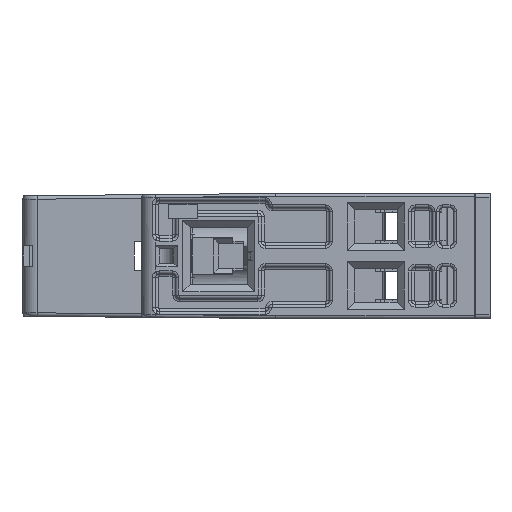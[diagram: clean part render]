
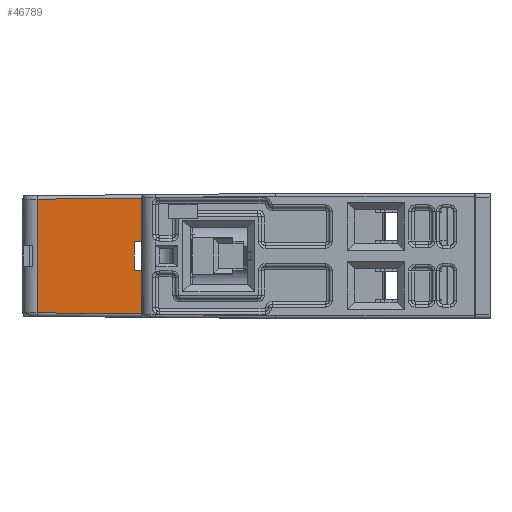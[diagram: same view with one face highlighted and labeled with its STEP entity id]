
A CAD part, left-side view. The second image highlights one B-rep face of the part: STEP entity #46789.
In plain terms, the highlighted planar face has unit normal (-1, 0.009, 0).
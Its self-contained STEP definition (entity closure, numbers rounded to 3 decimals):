
#32703=DIRECTION('',(0.,0.,-1.));
#32704=VECTOR('',#32703,4.);
#32705=CARTESIAN_POINT('',(-22.441,44.8,2.));
#32706=LINE('',#32705,#32704);
#32719=DIRECTION('',(0.009,1.,0.));
#32720=VECTOR('',#32719,1.);
#32721=CARTESIAN_POINT('',(-22.45,43.8,2.));
#32722=LINE('',#32721,#32720);
#32872=CARTESIAN_POINT('',(-22.45,43.8,8.086));
#32874=CARTESIAN_POINT('',(-22.45,43.8,-8.086));
#32909=DIRECTION('',(0.009,1.,0.));
#32910=VECTOR('',#32909,1.);
#32911=CARTESIAN_POINT('',(-22.45,43.8,-2.));
#32912=LINE('',#32911,#32910);
#32913=DIRECTION('',(0.,0.,1.));
#32914=VECTOR('',#32913,6.086);
#32915=CARTESIAN_POINT('',(-22.45,43.8,-8.086));
#32916=LINE('',#32915,#32914);
#32917=DIRECTION('',(-0.009,-1.,-0.009));
#32918=VECTOR('',#32917,14.623);
#32919=CARTESIAN_POINT('',(-22.322,58.422,
-7.958));
#32920=LINE('',#32919,#32918);
#32921=DIRECTION('',(0.009,1.,-0.009));
#32922=VECTOR('',#32921,14.623);
#32923=CARTESIAN_POINT('',(-22.45,43.8,8.086));
#32924=LINE('',#32923,#32922);
#32925=DIRECTION('',(0.,0.,1.));
#32926=VECTOR('',#32925,6.086);
#32927=CARTESIAN_POINT('',(-22.45,43.8,2.));
#32928=LINE('',#32927,#32926);
#35769=DIRECTION('',(0.,0.,1.));
#35770=VECTOR('',#35769,15.917);
#35771=CARTESIAN_POINT('',(-22.322,58.422,
-7.958));
#35772=LINE('',#35771,#35770);
#43411=VERTEX_POINT('',#32874);
#43412=CARTESIAN_POINT('',(-22.322,58.422,
-7.958));
#43413=VERTEX_POINT('',#43412);
#43985=CARTESIAN_POINT('',(-22.441,44.8,2.));
#43986=VERTEX_POINT('',#43985);
#43987=CARTESIAN_POINT('',(-22.441,44.8,-2.));
#43988=VERTEX_POINT('',#43987);
#43989=CARTESIAN_POINT('',(-22.45,43.8,-2.));
#43990=VERTEX_POINT('',#43989);
#44059=CARTESIAN_POINT('',(-22.45,43.8,2.));
#44060=VERTEX_POINT('',#44059);
#44065=VERTEX_POINT('',#32872);
#44088=CARTESIAN_POINT('',(-22.322,58.422,
7.958));
#44089=VERTEX_POINT('',#44088);
#46771=CARTESIAN_POINT('',(-22.45,43.8,-8.858));
#46772=DIRECTION('',(-1.,0.009,0.));
#46773=DIRECTION('',(0.,0.,1.));
#46774=AXIS2_PLACEMENT_3D('',#46771,#46772,#46773);
#46775=PLANE('',#46774);
#46776=ORIENTED_EDGE('',*,*,#46552,.T.);
#46777=ORIENTED_EDGE('',*,*,#46536,.T.);
#46778=ORIENTED_EDGE('',*,*,#46581,.F.);
#46779=ORIENTED_EDGE('',*,*,#46728,.F.);
#46781=ORIENTED_EDGE('',*,*,#46780,.F.);
#46783=ORIENTED_EDGE('',*,*,#46782,.T.);
#46785=ORIENTED_EDGE('',*,*,#46784,.F.);
#46786=ORIENTED_EDGE('',*,*,#46716,.F.);
#46787=EDGE_LOOP('',(#46776,#46777,#46778,#46779,#46781,#46783,#46785,#46786));
#46788=FACE_OUTER_BOUND('',#46787,.F.);
#46536=EDGE_CURVE('',#43986,#43988,#32706,.T.);
#46552=EDGE_CURVE('',#44060,#43986,#32722,.T.);
#46581=EDGE_CURVE('',#43990,#43988,#32912,.T.);
#46716=EDGE_CURVE('',#44060,#44065,#32928,.T.);
#46728=EDGE_CURVE('',#43411,#43990,#32916,.T.);
#46780=EDGE_CURVE('',#43413,#43411,#32920,.T.);
#46782=EDGE_CURVE('',#43413,#44089,#35772,.T.);
#46784=EDGE_CURVE('',#44065,#44089,#32924,.T.);
#46789=ADVANCED_FACE('',(#46788),#46775,.T.);
